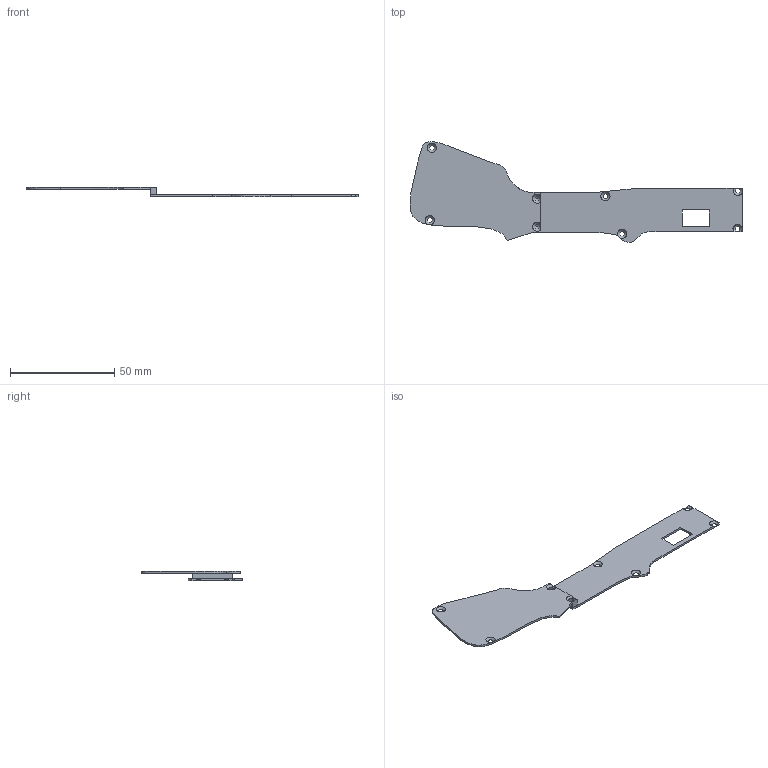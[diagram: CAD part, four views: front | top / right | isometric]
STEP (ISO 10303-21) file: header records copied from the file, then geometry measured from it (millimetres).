
FILE_DESCRIPTION(/* description */ (''),/* implementation_level */ '2;1');
FILE_NAME(/* name */ 'left Enclosure.step',/* time_stamp */ '2025-08-15T06:13:02+08:00',/* author */ (''),/* organization */ (''),/* preprocessor_version */ 'ST-DEVELOPER v20.1',/* originating_system */ 'Autodesk Translation Framework v14.10.0.0',/* authorisation */ '');
FILE_SCHEMA (('AUTOMOTIVE_DESIGN { 1 0 10303 214 3 1 1 }'));
Length unit declared in the file: millimetre
Products named in the file (1): Enclosure
Bounding box: 159.48 x 48.44 x 4.5 mm (x, y, z)
Volume: 3955.7 mm3; surface area: 8318.7 mm2
Topology: 1 solids, 1 shells, 50 faces, 145 edges, 94 vertices
Faces by surface type: plane 32, cone 10, bspline 6, cylinder 2
Full cylindrical faces by diameter (mm): 2.4 x2
Entity records: 2469 total; most frequent: CARTESIAN_POINT 1150, ORIENTED_EDGE 290, DIRECTION 240, EDGE_CURVE 145, LINE 98, VECTOR 98, VERTEX_POINT 94, AXIS2_PLACEMENT_3D 71
